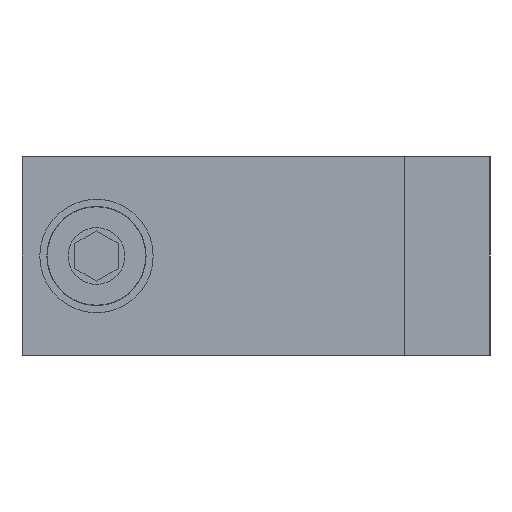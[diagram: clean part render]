
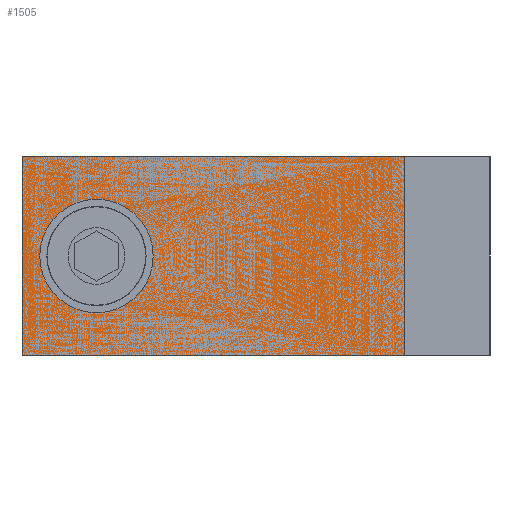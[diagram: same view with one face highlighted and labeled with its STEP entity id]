
A CAD part, left-side view. The second image highlights one B-rep face of the part: STEP entity #1505.
In plain terms, the highlighted planar face has unit normal (-1, 0, 0).
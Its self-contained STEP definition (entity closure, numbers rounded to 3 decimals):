
#1505 = ADVANCED_FACE('',(#1506,#1542),#1519,.F.);
#1506 = FACE_BOUND('',#1507,.F.);
#1507 = EDGE_LOOP('',(#1508));
#1508 = ORIENTED_EDGE('',*,*,#1509,.F.);
#1509 = EDGE_CURVE('',#1510,#1510,#1512,.T.);
#1510 = VERTEX_POINT('',#1511);
#1511 = CARTESIAN_POINT('',(0.,21.75,3.));
#1512 = SURFACE_CURVE('',#1513,(#1518,#1530),.PCURVE_S1.);
#1513 = CIRCLE('',#1514,4.);
#1514 = AXIS2_PLACEMENT_3D('',#1515,#1516,#1517);
#1515 = CARTESIAN_POINT('',(0.,21.75,7.));
#1516 = DIRECTION('',(1.,0.,-0.));
#1517 = DIRECTION('',(-0.,0.,-1.));
#1518 = PCURVE('',#1519,#1524);
#1519 = PLANE('',#1520);
#1520 = AXIS2_PLACEMENT_3D('',#1521,#1522,#1523);
#1521 = CARTESIAN_POINT('',(0.,0.,0.));
#1522 = DIRECTION('',(1.,0.,0.));
#1523 = DIRECTION('',(0.,0.,1.));
#1524 = DEFINITIONAL_REPRESENTATION('',(#1525),#1529);
#1525 = CIRCLE('',#1526,4.);
#1526 = AXIS2_PLACEMENT_2D('',#1527,#1528);
#1527 = CARTESIAN_POINT('',(7.,-21.75));
#1528 = DIRECTION('',(-1.,0.));
#1529 = ( GEOMETRIC_REPRESENTATION_CONTEXT(2) 
PARAMETRIC_REPRESENTATION_CONTEXT() REPRESENTATION_CONTEXT('2D SPACE',''
  ) );
#1530 = PCURVE('',#1531,#1536);
#1531 = CONICAL_SURFACE('',#1532,3.5,0.785);
#1532 = AXIS2_PLACEMENT_3D('',#1533,#1534,#1535);
#1533 = CARTESIAN_POINT('',(0.5,21.75,7.));
#1534 = DIRECTION('',(-1.,-0.,0.));
#1535 = DIRECTION('',(-0.,0.,-1.));
#1536 = DEFINITIONAL_REPRESENTATION('',(#1537),#1541);
#1537 = LINE('',#1538,#1539);
#1538 = CARTESIAN_POINT('',(0.,0.5));
#1539 = VECTOR('',#1540,1.);
#1540 = DIRECTION('',(-1.,-0.));
#1541 = ( GEOMETRIC_REPRESENTATION_CONTEXT(2) 
PARAMETRIC_REPRESENTATION_CONTEXT() REPRESENTATION_CONTEXT('2D SPACE',''
  ) );
#1542 = FACE_BOUND('',#1543,.F.);
#1543 = EDGE_LOOP('',(#1544,#1574,#1602,#1630));
#1544 = ORIENTED_EDGE('',*,*,#1545,.F.);
#1545 = EDGE_CURVE('',#1546,#1548,#1550,.T.);
#1546 = VERTEX_POINT('',#1547);
#1547 = CARTESIAN_POINT('',(0.,0.,0.));
#1548 = VERTEX_POINT('',#1549);
#1549 = CARTESIAN_POINT('',(0.,0.,14.));
#1550 = SURFACE_CURVE('',#1551,(#1555,#1562),.PCURVE_S1.);
#1551 = LINE('',#1552,#1553);
#1552 = CARTESIAN_POINT('',(0.,0.,0.));
#1553 = VECTOR('',#1554,1.);
#1554 = DIRECTION('',(0.,0.,1.));
#1555 = PCURVE('',#1519,#1556);
#1556 = DEFINITIONAL_REPRESENTATION('',(#1557),#1561);
#1557 = LINE('',#1558,#1559);
#1558 = CARTESIAN_POINT('',(0.,0.));
#1559 = VECTOR('',#1560,1.);
#1560 = DIRECTION('',(1.,0.));
#1561 = ( GEOMETRIC_REPRESENTATION_CONTEXT(2) 
PARAMETRIC_REPRESENTATION_CONTEXT() REPRESENTATION_CONTEXT('2D SPACE',''
  ) );
#1562 = PCURVE('',#1563,#1568);
#1563 = PLANE('',#1564);
#1564 = AXIS2_PLACEMENT_3D('',#1565,#1566,#1567);
#1565 = CARTESIAN_POINT('',(-12.,0.,0.));
#1566 = DIRECTION('',(0.,1.,0.));
#1567 = DIRECTION('',(0.,0.,1.));
#1568 = DEFINITIONAL_REPRESENTATION('',(#1569),#1573);
#1569 = LINE('',#1570,#1571);
#1570 = CARTESIAN_POINT('',(0.,12.));
#1571 = VECTOR('',#1572,1.);
#1572 = DIRECTION('',(1.,0.));
#1573 = ( GEOMETRIC_REPRESENTATION_CONTEXT(2) 
PARAMETRIC_REPRESENTATION_CONTEXT() REPRESENTATION_CONTEXT('2D SPACE',''
  ) );
#1574 = ORIENTED_EDGE('',*,*,#1575,.T.);
#1575 = EDGE_CURVE('',#1546,#1576,#1578,.T.);
#1576 = VERTEX_POINT('',#1577);
#1577 = CARTESIAN_POINT('',(0.,27.,0.));
#1578 = SURFACE_CURVE('',#1579,(#1583,#1590),.PCURVE_S1.);
#1579 = LINE('',#1580,#1581);
#1580 = CARTESIAN_POINT('',(0.,0.,0.));
#1581 = VECTOR('',#1582,1.);
#1582 = DIRECTION('',(0.,1.,0.));
#1583 = PCURVE('',#1519,#1584);
#1584 = DEFINITIONAL_REPRESENTATION('',(#1585),#1589);
#1585 = LINE('',#1586,#1587);
#1586 = CARTESIAN_POINT('',(0.,0.));
#1587 = VECTOR('',#1588,1.);
#1588 = DIRECTION('',(0.,-1.));
#1589 = ( GEOMETRIC_REPRESENTATION_CONTEXT(2) 
PARAMETRIC_REPRESENTATION_CONTEXT() REPRESENTATION_CONTEXT('2D SPACE',''
  ) );
#1590 = PCURVE('',#1591,#1596);
#1591 = PLANE('',#1592);
#1592 = AXIS2_PLACEMENT_3D('',#1593,#1594,#1595);
#1593 = CARTESIAN_POINT('',(0.,0.,0.));
#1594 = DIRECTION('',(0.,0.,1.));
#1595 = DIRECTION('',(1.,0.,0.));
#1596 = DEFINITIONAL_REPRESENTATION('',(#1597),#1601);
#1597 = LINE('',#1598,#1599);
#1598 = CARTESIAN_POINT('',(0.,0.));
#1599 = VECTOR('',#1600,1.);
#1600 = DIRECTION('',(0.,1.));
#1601 = ( GEOMETRIC_REPRESENTATION_CONTEXT(2) 
PARAMETRIC_REPRESENTATION_CONTEXT() REPRESENTATION_CONTEXT('2D SPACE',''
  ) );
#1602 = ORIENTED_EDGE('',*,*,#1603,.T.);
#1603 = EDGE_CURVE('',#1576,#1604,#1606,.T.);
#1604 = VERTEX_POINT('',#1605);
#1605 = CARTESIAN_POINT('',(0.,27.,14.));
#1606 = SURFACE_CURVE('',#1607,(#1611,#1618),.PCURVE_S1.);
#1607 = LINE('',#1608,#1609);
#1608 = CARTESIAN_POINT('',(0.,27.,0.));
#1609 = VECTOR('',#1610,1.);
#1610 = DIRECTION('',(0.,0.,1.));
#1611 = PCURVE('',#1519,#1612);
#1612 = DEFINITIONAL_REPRESENTATION('',(#1613),#1617);
#1613 = LINE('',#1614,#1615);
#1614 = CARTESIAN_POINT('',(0.,-27.));
#1615 = VECTOR('',#1616,1.);
#1616 = DIRECTION('',(1.,0.));
#1617 = ( GEOMETRIC_REPRESENTATION_CONTEXT(2) 
PARAMETRIC_REPRESENTATION_CONTEXT() REPRESENTATION_CONTEXT('2D SPACE',''
  ) );
#1618 = PCURVE('',#1619,#1624);
#1619 = PLANE('',#1620);
#1620 = AXIS2_PLACEMENT_3D('',#1621,#1622,#1623);
#1621 = CARTESIAN_POINT('',(0.,27.,0.));
#1622 = DIRECTION('',(0.,1.,0.));
#1623 = DIRECTION('',(0.,0.,1.));
#1624 = DEFINITIONAL_REPRESENTATION('',(#1625),#1629);
#1625 = LINE('',#1626,#1627);
#1626 = CARTESIAN_POINT('',(0.,0.));
#1627 = VECTOR('',#1628,1.);
#1628 = DIRECTION('',(1.,0.));
#1629 = ( GEOMETRIC_REPRESENTATION_CONTEXT(2) 
PARAMETRIC_REPRESENTATION_CONTEXT() REPRESENTATION_CONTEXT('2D SPACE',''
  ) );
#1630 = ORIENTED_EDGE('',*,*,#1631,.F.);
#1631 = EDGE_CURVE('',#1548,#1604,#1632,.T.);
#1632 = SURFACE_CURVE('',#1633,(#1637,#1644),.PCURVE_S1.);
#1633 = LINE('',#1634,#1635);
#1634 = CARTESIAN_POINT('',(0.,0.,14.));
#1635 = VECTOR('',#1636,1.);
#1636 = DIRECTION('',(0.,1.,0.));
#1637 = PCURVE('',#1519,#1638);
#1638 = DEFINITIONAL_REPRESENTATION('',(#1639),#1643);
#1639 = LINE('',#1640,#1641);
#1640 = CARTESIAN_POINT('',(14.,0.));
#1641 = VECTOR('',#1642,1.);
#1642 = DIRECTION('',(0.,-1.));
#1643 = ( GEOMETRIC_REPRESENTATION_CONTEXT(2) 
PARAMETRIC_REPRESENTATION_CONTEXT() REPRESENTATION_CONTEXT('2D SPACE',''
  ) );
#1644 = PCURVE('',#1645,#1650);
#1645 = PLANE('',#1646);
#1646 = AXIS2_PLACEMENT_3D('',#1647,#1648,#1649);
#1647 = CARTESIAN_POINT('',(0.,0.,14.));
#1648 = DIRECTION('',(0.,0.,1.));
#1649 = DIRECTION('',(1.,0.,0.));
#1650 = DEFINITIONAL_REPRESENTATION('',(#1651),#1655);
#1651 = LINE('',#1652,#1653);
#1652 = CARTESIAN_POINT('',(0.,0.));
#1653 = VECTOR('',#1654,1.);
#1654 = DIRECTION('',(0.,1.));
#1655 = ( GEOMETRIC_REPRESENTATION_CONTEXT(2) 
PARAMETRIC_REPRESENTATION_CONTEXT() REPRESENTATION_CONTEXT('2D SPACE',''
  ) );
